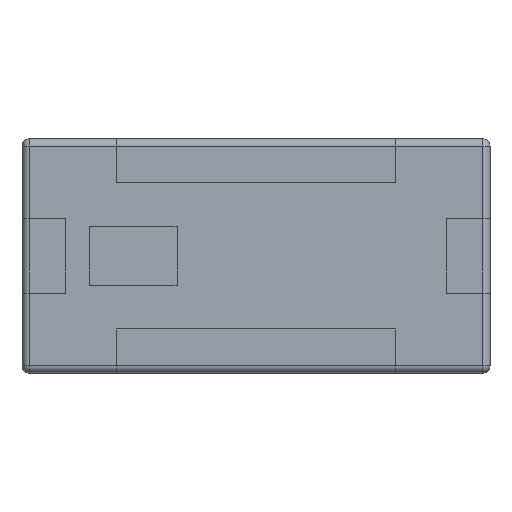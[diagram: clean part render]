
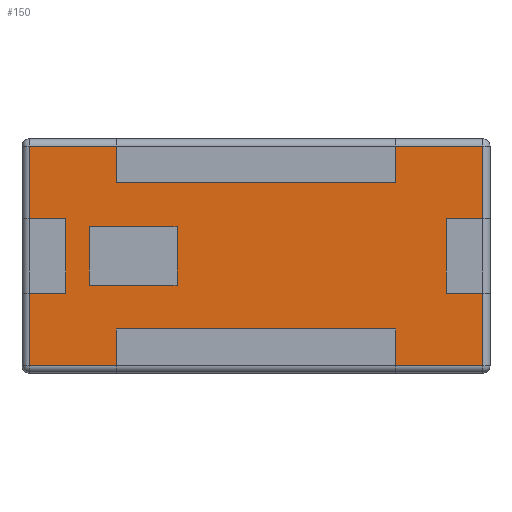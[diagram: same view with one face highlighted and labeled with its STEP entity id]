
A CAD part, top view. The second image highlights one B-rep face of the part: STEP entity #150.
In plain terms, the highlighted planar face has unit normal (0, 0, 1).
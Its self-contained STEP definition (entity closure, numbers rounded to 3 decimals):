
#13=DIRECTION('',(0.,0.,1.));
#22=VERTEX_POINT('',#23);
#23=CARTESIAN_POINT('',(1.55,0.75,0.94));
#29=DIRECTION('',(0.,1.,0.));
#36=DIRECTION('',(-1.,0.,0.));
#45=DIRECTION('',(1.,0.,0.));
#53=VERTEX_POINT('',#54);
#54=CARTESIAN_POINT('',(1.55,0.255,0.94));
#58=DIRECTION('',(0.,-1.,0.));
#62=VECTOR('',#29,1.);
#64=EDGE_CURVE('',#53,#22,#65,.T.);
#65=LINE('',#54,#62);
#72=EDGE_CURVE('',#22,#73,#75,.T.);
#73=VERTEX_POINT('',#74);
#74=CARTESIAN_POINT('',(0.955,0.75,0.94));
#75=LINE('',#76,#77);
#76=CARTESIAN_POINT('',(1.6,0.75,0.94));
#77=VECTOR('',#36,1.);
#122=VERTEX_POINT('',#123);
#123=CARTESIAN_POINT('',(1.55,-0.255,0.94));
#150=ADVANCED_FACE('',(#151,#248),#270,.T.);
#151=FACE_BOUND('',#152,.T.);
#152=EDGE_LOOP('',(#153,#154,#159,#165,#172,#177,#182,#187,#192,#198,#203,#209,#214,#219,#225,#230,#233,#238,#243,#247));
#153=ORIENTED_EDGE('',*,*,#72,.T.);
#154=ORIENTED_EDGE('',*,*,#155,.F.);
#155=EDGE_CURVE('',#156,#73,#158,.T.);
#156=VERTEX_POINT('',#157);
#157=CARTESIAN_POINT('',(0.955,0.5,0.94));
#158=LINE('',#157,#62);
#159=ORIENTED_EDGE('',*,*,#160,.F.);
#160=EDGE_CURVE('',#161,#156,#163,.T.);
#161=VERTEX_POINT('',#162);
#162=CARTESIAN_POINT('',(-0.955,0.5,0.94));
#163=LINE('',#162,#164);
#164=VECTOR('',#45,1.);
#165=ORIENTED_EDGE('',*,*,#166,.F.);
#166=EDGE_CURVE('',#167,#161,#169,.T.);
#167=VERTEX_POINT('',#168);
#168=CARTESIAN_POINT('',(-0.955,0.75,0.94));
#169=LINE('',#170,#171);
#170=CARTESIAN_POINT('',(-0.955,0.8,0.94));
#171=VECTOR('',#58,1.);
#172=ORIENTED_EDGE('',*,*,#173,.T.);
#173=EDGE_CURVE('',#167,#174,#176,.T.);
#174=VERTEX_POINT('',#175);
#175=CARTESIAN_POINT('',(-1.55,0.75,0.94));
#176=LINE('',#168,#77);
#177=ORIENTED_EDGE('',*,*,#178,.T.);
#178=EDGE_CURVE('',#174,#179,#181,.T.);
#179=VERTEX_POINT('',#180);
#180=CARTESIAN_POINT('',(-1.55,0.255,0.94));
#181=LINE('',#175,#171);
#182=ORIENTED_EDGE('',*,*,#183,.F.);
#183=EDGE_CURVE('',#184,#179,#186,.T.);
#184=VERTEX_POINT('',#185);
#185=CARTESIAN_POINT('',(-1.3,0.255,0.94));
#186=LINE('',#185,#77);
#187=ORIENTED_EDGE('',*,*,#188,.F.);
#188=EDGE_CURVE('',#189,#184,#191,.T.);
#189=VERTEX_POINT('',#190);
#190=CARTESIAN_POINT('',(-1.3,-0.255,0.94));
#191=LINE('',#190,#62);
#192=ORIENTED_EDGE('',*,*,#193,.F.);
#193=EDGE_CURVE('',#194,#189,#196,.T.);
#194=VERTEX_POINT('',#195);
#195=CARTESIAN_POINT('',(-1.55,-0.255,0.94));
#196=LINE('',#197,#164);
#197=CARTESIAN_POINT('',(-1.6,-0.255,0.94));
#198=ORIENTED_EDGE('',*,*,#199,.T.);
#199=EDGE_CURVE('',#194,#200,#202,.T.);
#200=VERTEX_POINT('',#201);
#201=CARTESIAN_POINT('',(-1.55,-0.75,0.94));
#202=LINE('',#195,#171);
#203=ORIENTED_EDGE('',*,*,#204,.T.);
#204=EDGE_CURVE('',#200,#205,#207,.T.);
#205=VERTEX_POINT('',#206);
#206=CARTESIAN_POINT('',(-0.955,-0.75,0.94));
#207=LINE('',#208,#164);
#208=CARTESIAN_POINT('',(-1.6,-0.75,0.94));
#209=ORIENTED_EDGE('',*,*,#210,.F.);
#210=EDGE_CURVE('',#211,#205,#213,.T.);
#211=VERTEX_POINT('',#212);
#212=CARTESIAN_POINT('',(-0.955,-0.5,0.94));
#213=LINE('',#212,#171);
#214=ORIENTED_EDGE('',*,*,#215,.F.);
#215=EDGE_CURVE('',#216,#211,#218,.T.);
#216=VERTEX_POINT('',#217);
#217=CARTESIAN_POINT('',(0.955,-0.5,0.94));
#218=LINE('',#217,#77);
#219=ORIENTED_EDGE('',*,*,#220,.F.);
#220=EDGE_CURVE('',#221,#216,#223,.T.);
#221=VERTEX_POINT('',#222);
#222=CARTESIAN_POINT('',(0.955,-0.75,0.94));
#223=LINE('',#224,#62);
#224=CARTESIAN_POINT('',(0.955,-0.8,0.94));
#225=ORIENTED_EDGE('',*,*,#226,.T.);
#226=EDGE_CURVE('',#221,#227,#229,.T.);
#227=VERTEX_POINT('',#228);
#228=CARTESIAN_POINT('',(1.55,-0.75,0.94));
#229=LINE('',#222,#164);
#230=ORIENTED_EDGE('',*,*,#231,.T.);
#231=EDGE_CURVE('',#227,#122,#232,.T.);
#232=LINE('',#228,#62);
#233=ORIENTED_EDGE('',*,*,#234,.F.);
#234=EDGE_CURVE('',#235,#122,#237,.T.);
#235=VERTEX_POINT('',#236);
#236=CARTESIAN_POINT('',(1.3,-0.255,0.94));
#237=LINE('',#236,#164);
#238=ORIENTED_EDGE('',*,*,#239,.F.);
#239=EDGE_CURVE('',#240,#235,#242,.T.);
#240=VERTEX_POINT('',#241);
#241=CARTESIAN_POINT('',(1.3,0.255,0.94));
#242=LINE('',#241,#171);
#243=ORIENTED_EDGE('',*,*,#244,.F.);
#244=EDGE_CURVE('',#53,#240,#245,.T.);
#245=LINE('',#246,#77);
#246=CARTESIAN_POINT('',(1.6,0.255,0.94));
#247=ORIENTED_EDGE('',*,*,#64,.T.);
#248=FACE_BOUND('',#249,.T.);
#249=EDGE_LOOP('',(#250,#257,#262,#267));
#250=ORIENTED_EDGE('',*,*,#251,.F.);
#251=EDGE_CURVE('',#252,#254,#256,.T.);
#252=VERTEX_POINT('',#253);
#253=CARTESIAN_POINT('',(-0.54,0.2,0.94));
#254=VERTEX_POINT('',#255);
#255=CARTESIAN_POINT('',(-1.14,0.2,0.94));
#256=LINE('',#253,#77);
#257=ORIENTED_EDGE('',*,*,#258,.F.);
#258=EDGE_CURVE('',#259,#252,#261,.T.);
#259=VERTEX_POINT('',#260);
#260=CARTESIAN_POINT('',(-0.54,-0.2,0.94));
#261=LINE('',#260,#62);
#262=ORIENTED_EDGE('',*,*,#263,.F.);
#263=EDGE_CURVE('',#264,#259,#266,.T.);
#264=VERTEX_POINT('',#265);
#265=CARTESIAN_POINT('',(-1.14,-0.2,0.94));
#266=LINE('',#265,#164);
#267=ORIENTED_EDGE('',*,*,#268,.F.);
#268=EDGE_CURVE('',#254,#264,#269,.T.);
#269=LINE('',#255,#171);
#270=PLANE('',#271);
#271=AXIS2_PLACEMENT_3D('',#272,#13,#45);
#272=CARTESIAN_POINT('',(0.,0.,0.94));
